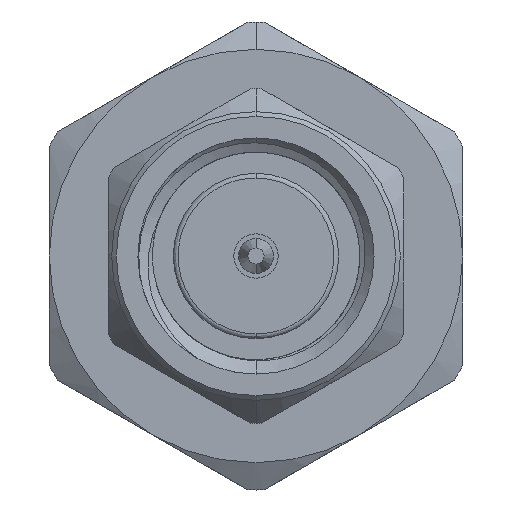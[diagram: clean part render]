
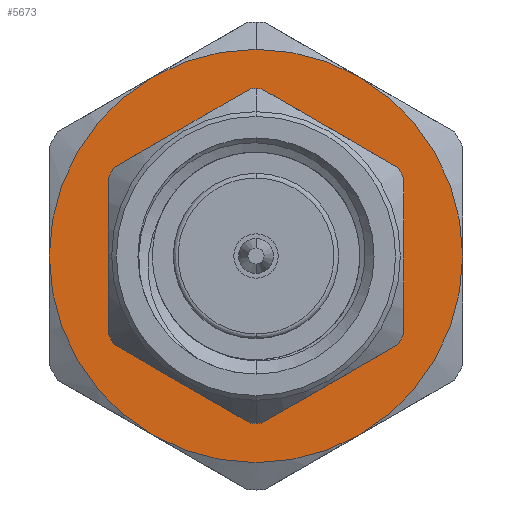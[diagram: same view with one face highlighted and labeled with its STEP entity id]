
A CAD part, left-side view. The second image highlights one B-rep face of the part: STEP entity #5673.
In plain terms, the highlighted planar face has unit normal (-1, 0, 0).
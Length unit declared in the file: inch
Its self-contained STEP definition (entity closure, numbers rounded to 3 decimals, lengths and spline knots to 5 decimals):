
#18 = CIRCLE ( 'NONE', #116, 0.14779 ) ;
#106 = AXIS2_PLACEMENT_3D ( 'NONE', #4627, #4206, #6235 ) ;
#116 = AXIS2_PLACEMENT_3D ( 'NONE', #3268, #3371, #5315 ) ;
#184 = DIRECTION ( 'NONE',  ( 0., 0., 1. ) ) ;
#201 = CARTESIAN_POINT ( 'NONE',  ( 0.347, 0., -0.14779 ) ) ;
#333 = AXIS2_PLACEMENT_3D ( 'NONE', #3500, #2542, #5459 ) ;
#551 = CARTESIAN_POINT ( 'NONE',  ( 0.347, 0., 0. ) ) ;
#556 = ORIENTED_EDGE ( 'NONE', *, *, #2863, .T. ) ;
#620 = CIRCLE ( 'NONE', #5226, 0.14779 ) ;
#752 = ORIENTED_EDGE ( 'NONE', *, *, #3549, .T. ) ;
#792 = CARTESIAN_POINT ( 'NONE',  ( 0.347, -0.21875, 0. ) ) ;
#883 = AXIS2_PLACEMENT_3D ( 'NONE', #551, #3527, #4999 ) ;
#911 = DIRECTION ( 'NONE',  ( -1., 0., 0. ) ) ;
#982 = FACE_OUTER_BOUND ( 'NONE', #6120, .T. ) ;
#1093 = EDGE_CURVE ( 'NONE', #1929, #2455, #4461, .T. ) ;
#1135 = ORIENTED_EDGE ( 'NONE', *, *, #5909, .T. ) ;
#1280 = CARTESIAN_POINT ( 'NONE',  ( 0.347, 0.21875, 0. ) ) ;
#1344 = VERTEX_POINT ( 'NONE', #3612 ) ;
#1398 = FACE_BOUND ( 'NONE', #2975, .T. ) ;
#1563 = EDGE_CURVE ( 'NONE', #6302, #1595, #2508, .T. ) ;
#1595 = VERTEX_POINT ( 'NONE', #4076 ) ;
#1682 = CARTESIAN_POINT ( 'NONE',  ( 0.347, 0., 0. ) ) ;
#1683 = ORIENTED_EDGE ( 'NONE', *, *, #4454, .T. ) ;
#1794 = CIRCLE ( 'NONE', #106, 0.21875 ) ;
#1866 = CARTESIAN_POINT ( 'NONE',  ( 0.347, 0., 0.14779 ) ) ;
#1929 = VERTEX_POINT ( 'NONE', #3364 ) ;
#1963 = VERTEX_POINT ( 'NONE', #1866 ) ;
#2037 = CIRCLE ( 'NONE', #4396, 0.21875 ) ;
#2160 = ORIENTED_EDGE ( 'NONE', *, *, #4460, .T. ) ;
#2264 = CARTESIAN_POINT ( 'NONE',  ( 0.347, 0., 0. ) ) ;
#2425 = VERTEX_POINT ( 'NONE', #201 ) ;
#2455 = VERTEX_POINT ( 'NONE', #1280 ) ;
#2465 = ORIENTED_EDGE ( 'NONE', *, *, #1093, .T. ) ;
#2469 = AXIS2_PLACEMENT_3D ( 'NONE', #2264, #6238, #5722 ) ;
#2508 = CIRCLE ( 'NONE', #883, 0.21875 ) ;
#2542 = DIRECTION ( 'NONE',  ( -1., 0., 0. ) ) ;
#2835 = DIRECTION ( 'NONE',  ( 1., 0., 0. ) ) ;
#2863 = EDGE_CURVE ( 'NONE', #2455, #1344, #1794, .T. ) ;
#2865 = DIRECTION ( 'NONE',  ( 0., 0., 1. ) ) ;
#2975 = EDGE_LOOP ( 'NONE', ( #1135, #2160 ) ) ;
#3223 = DIRECTION ( 'NONE',  ( 1., 0., 0. ) ) ;
#3268 = CARTESIAN_POINT ( 'NONE',  ( 0.347, 0., 0. ) ) ;
#3354 = CARTESIAN_POINT ( 'NONE',  ( 0.347, 0., 0. ) ) ;
#3364 = CARTESIAN_POINT ( 'NONE',  ( 0.347, 0.10938, 0.18944 ) ) ;
#3371 = DIRECTION ( 'NONE',  ( 1., 0., 0. ) ) ;
#3445 = PLANE ( 'NONE',  #4541 ) ;
#3500 = CARTESIAN_POINT ( 'NONE',  ( 0.347, 0., 0. ) ) ;
#3527 = DIRECTION ( 'NONE',  ( -1., 0., 0. ) ) ;
#3549 = EDGE_CURVE ( 'NONE', #1344, #5356, #2037, .T. ) ;
#3612 = CARTESIAN_POINT ( 'NONE',  ( 0.347, 0.10938, -0.18944 ) ) ;
#3630 = CARTESIAN_POINT ( 'NONE',  ( 0.347, 0., 0. ) ) ;
#3680 = ORIENTED_EDGE ( 'NONE', *, *, #1563, .T. ) ;
#3839 = CARTESIAN_POINT ( 'NONE',  ( 0.347, 0., 0.21875 ) ) ;
#4076 = CARTESIAN_POINT ( 'NONE',  ( 0.347, -0.10938, 0.18944 ) ) ;
#4206 = DIRECTION ( 'NONE',  ( -1., 0., 0. ) ) ;
#4242 = CARTESIAN_POINT ( 'NONE',  ( 0.347, 0., 0. ) ) ;
#4279 = DIRECTION ( 'NONE',  ( 0., 1., 0. ) ) ;
#4323 = CARTESIAN_POINT ( 'NONE',  ( 0.347, -0.10938, -0.18944 ) ) ;
#4396 = AXIS2_PLACEMENT_3D ( 'NONE', #3630, #4497, #184 ) ;
#4419 = CIRCLE ( 'NONE', #4620, 0.21875 ) ;
#4454 = EDGE_CURVE ( 'NONE', #1595, #4913, #5541, .T. ) ;
#4460 = EDGE_CURVE ( 'NONE', #2425, #1963, #620, .T. ) ;
#4461 = CIRCLE ( 'NONE', #5475, 0.21875 ) ;
#4497 = DIRECTION ( 'NONE',  ( -1., 0., 0. ) ) ;
#4541 = AXIS2_PLACEMENT_3D ( 'NONE', #3354, #2835, #4279 ) ;
#4620 = AXIS2_PLACEMENT_3D ( 'NONE', #5849, #911, #2865 ) ;
#4627 = CARTESIAN_POINT ( 'NONE',  ( 0.347, 0., 0. ) ) ;
#4666 = DIRECTION ( 'NONE',  ( 0., 0., 1. ) ) ;
#4690 = EDGE_CURVE ( 'NONE', #5356, #6302, #4419, .T. ) ;
#4913 = VERTEX_POINT ( 'NONE', #3839 ) ;
#4932 = ORIENTED_EDGE ( 'NONE', *, *, #4690, .T. ) ;
#4971 = ORIENTED_EDGE ( 'NONE', *, *, #5591, .T. ) ;
#4999 = DIRECTION ( 'NONE',  ( 0., 0., 1. ) ) ;
#5226 = AXIS2_PLACEMENT_3D ( 'NONE', #4242, #3223, #4666 ) ;
#5315 = DIRECTION ( 'NONE',  ( 0., 0., 1. ) ) ;
#5356 = VERTEX_POINT ( 'NONE', #4323 ) ;
#5459 = DIRECTION ( 'NONE',  ( 0., 0., 1. ) ) ;
#5475 = AXIS2_PLACEMENT_3D ( 'NONE', #1682, #5583, #5549 ) ;
#5541 = CIRCLE ( 'NONE', #2469, 0.21875 ) ;
#5549 = DIRECTION ( 'NONE',  ( 0., 0., 1. ) ) ;
#5583 = DIRECTION ( 'NONE',  ( -1., 0., 0. ) ) ;
#5591 = EDGE_CURVE ( 'NONE', #4913, #1929, #6088, .T. ) ;
#5673 = ADVANCED_FACE ( 'NONE', ( #1398, #982 ), #3445, .F. ) ;
#5722 = DIRECTION ( 'NONE',  ( 0., 0., 1. ) ) ;
#5849 = CARTESIAN_POINT ( 'NONE',  ( 0.347, 0., 0. ) ) ;
#5909 = EDGE_CURVE ( 'NONE', #1963, #2425, #18, .T. ) ;
#6088 = CIRCLE ( 'NONE', #333, 0.21875 ) ;
#6120 = EDGE_LOOP ( 'NONE', ( #556, #752, #4932, #3680, #1683, #4971, #2465 ) ) ;
#6235 = DIRECTION ( 'NONE',  ( 0., 0., 1. ) ) ;
#6238 = DIRECTION ( 'NONE',  ( -1., 0., 0. ) ) ;
#6302 = VERTEX_POINT ( 'NONE', #792 ) ;
